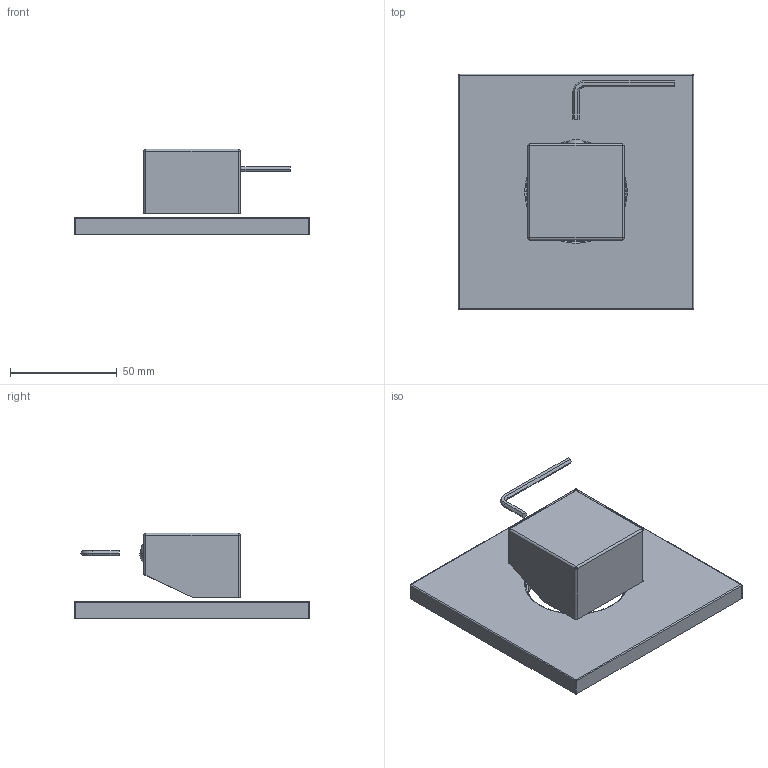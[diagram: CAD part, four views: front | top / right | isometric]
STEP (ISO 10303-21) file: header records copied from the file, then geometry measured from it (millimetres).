
FILE_DESCRIPTION((''),'2;1');
FILE_NAME('LEC010CREST_ASM','2021-01-29T15:49:34',('stefano.gianpani'),('PAFFONI SpA'),'CREO PARAMETRIC BY PTC INC, 2020044','CREO PARAMETRIC BY PTC INC, 2020044','');
FILE_SCHEMA(('CONFIG_CONTROL_DESIGN','SHAPE_APPEARANCE_LAYERS_GROUPS'));
Length unit declared in the file: millimetre
Products named in the file (9): 2041708CR; 592305006A2I; TCF08CRTE; CHBR25; 8001113CR_ASM; 4061170CR; 2091319; 2091340; LEC010CREST_ASM
Assembly tree (8 placements, depth 3):
  LEC010CREST_ASM
    2041708CR
    8001113CR_ASM
      592305006A2I
      TCF08CRTE
      CHBR25
    4061170CR
    2091319
    2091340
Bounding box: 110 x 110 x 40 mm (x, y, z)
Volume: 74326.7 mm3; surface area: 62882.5 mm2
Topology: 7 solids, 9 shells, 237 faces, 538 edges, 323 vertices
Faces by surface type: cylinder 90, plane 89, sphere 22, torus 16, cone 14, bspline 6
Entity records: 8871 total; most frequent: CARTESIAN_POINT 1570, DIRECTION 1222, ORIENTED_EDGE 1064, PRESENTATION_STYLE_ASSIGNMENT 545, STYLED_ITEM 545, CURVE_STYLE 536, EDGE_CURVE 536, AXIS2_PLACEMENT_3D 463
